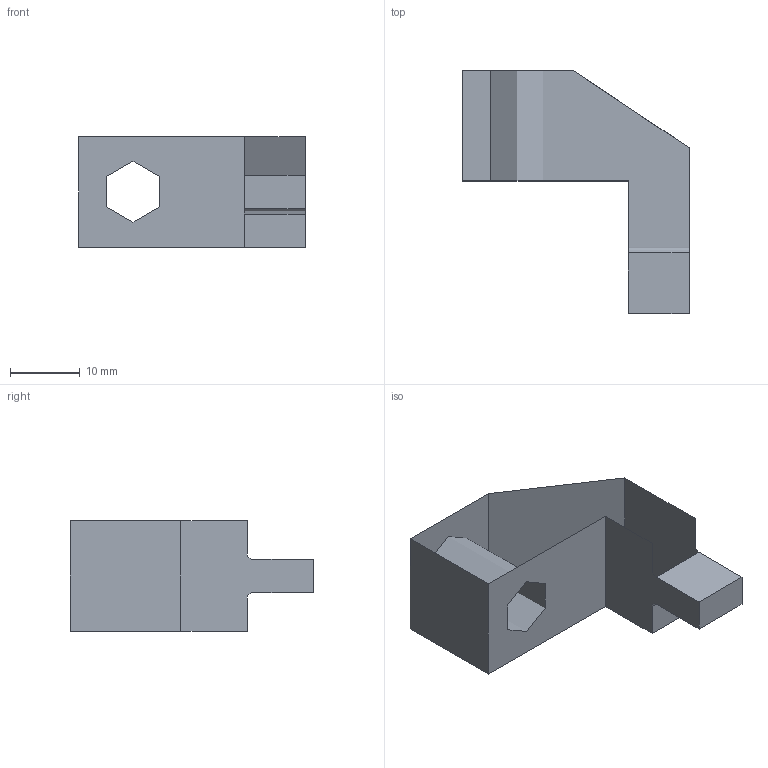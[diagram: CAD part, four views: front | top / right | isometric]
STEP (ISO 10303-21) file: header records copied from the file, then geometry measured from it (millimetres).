
FILE_DESCRIPTION(/* description */ (''),/* implementation_level */ '2;1');
FILE_NAME(/* name */ 'MG Camshaft tool v2.step',/* time_stamp */ '2019-03-20T21:39:42+00:00',/* author */ ('dave98PQU'),/* organization */ (''),/* preprocessor_version */ 'ST-DEVELOPER v17.2',/* originating_system */ 'Autodesk Translation Framework v7.6.0.251',/* authorisation */ '');
FILE_SCHEMA (('AUTOMOTIVE_DESIGN { 1 0 10303 214 3 1 1 }'));
Length unit declared in the file: inch
Products named in the file (1): MG Camshaft tool
Bounding box: 32.54 x 34.92 x 15.88 mm (x, y, z)
Topology: 0 solids, 4 shells, 16 faces, 42 edges, 30 vertices
Faces by surface type: plane 13, cylinder 3
Full cylindrical faces by diameter (mm): 1.587 x1, 8.731 x1
Entity records: 551 total; most frequent: CARTESIAN_POINT 91, ORIENTED_EDGE 88, DIRECTION 86, EDGE_CURVE 44, LINE 36, VECTOR 36, VERTEX_POINT 30, AXIS2_PLACEMENT_3D 25
